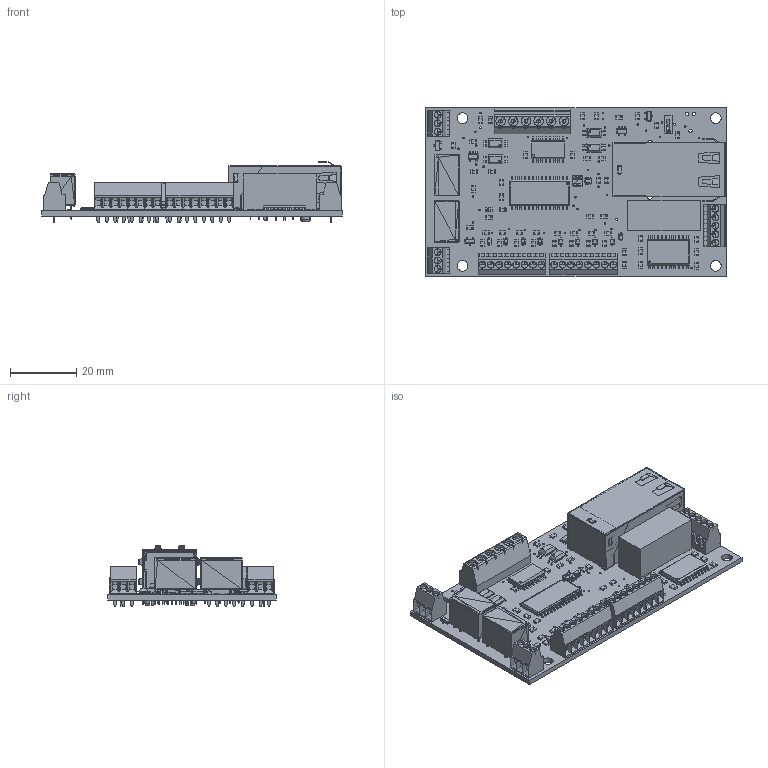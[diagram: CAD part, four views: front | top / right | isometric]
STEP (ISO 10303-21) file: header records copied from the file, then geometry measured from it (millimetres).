
FILE_DESCRIPTION(('for SolidWorks'),'2;1');
FILE_NAME('AR402_SubMon.step','2021-06-23T14:01:14',('dfieb'),(''), 'Open CASCADE STEP processor 6.6','DipTrace','Unknown');
FILE_SCHEMA(('AUTOMOTIVE_DESIGN { 1 0 10303 214 1 1 1 1 }'));
Length unit declared in the file: millimetre
Products named in the file (21): PCB_AR402_SubMon; Board_AR402_SubMon; res_0805; sod-323f; dio_0805; OSTVN05A150; 1727052; OSTVN08A150; OSTVN03A150; IND_TAIYO_NRH3012; sot23; CHS-01TA; soic-28_300mil; DIP-8_v3; Xport_04_housing; soic-20_300mil; sot23-5; sot363; SOP16; SSOP-4; g5v1
Assembly tree (86 placements, depth 2):
  PCB_AR402_SubMon
    Board_AR402_SubMon
    res_0805  x50
    sod-323f  x9
    dio_0805
    OSTVN05A150
    1727052
    OSTVN08A150  x2
    OSTVN03A150  x2
    IND_TAIYO_NRH3012
    sot23  x3
    CHS-01TA
    soic-28_300mil
    DIP-8_v3
    Xport_04_housing
    soic-20_300mil
    sot23-5  x2
    sot363
    SOP16
    SSOP-4  x4
    g5v1  x2
Bounding box: 90.49 x 50.8 x 18.3 mm (x, y, z)
Volume: 8299 mm3; surface area: 31681.5 mm2
Topology: 66 solids, 267 shells, 8647 faces, 31520 edges, 17342 vertices
Faces by surface type: plane 7041, cylinder 1055, bspline 499, revolution 24, cone 16, sphere 8, torus 4
Full cylindrical faces by diameter (mm): 0.356 x1, 0.486 x62, 0.5 x2, 0.559 x8, 0.584 x8, 0.594 x1, 0.611 x1, 0.813 x12, 0.889 x8, 0.96 x7, 0.991 x3, 1 x1, 1.1 x6, 1.3 x27, 1.6 x2, 2.108 x27, 3.251 x6
Entity records: 190304 total; most frequent: CARTESIAN_POINT 41798, ORIENTED_EDGE 25476, DIRECTION 23038, EDGE_CURVE 12750, LINE 9606, VECTOR 9606, VERTEX_POINT 8151, AXIS2_PLACEMENT_3D 6704
